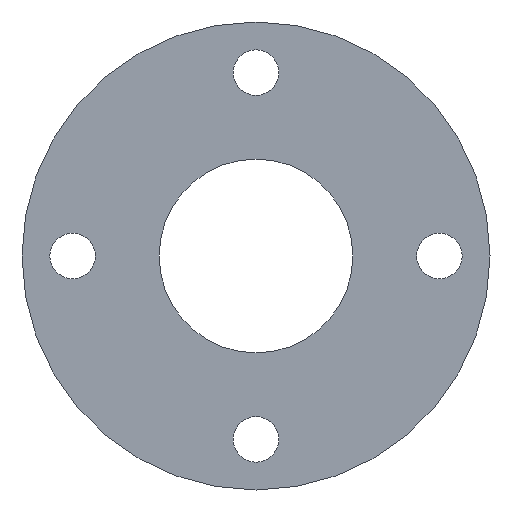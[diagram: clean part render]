
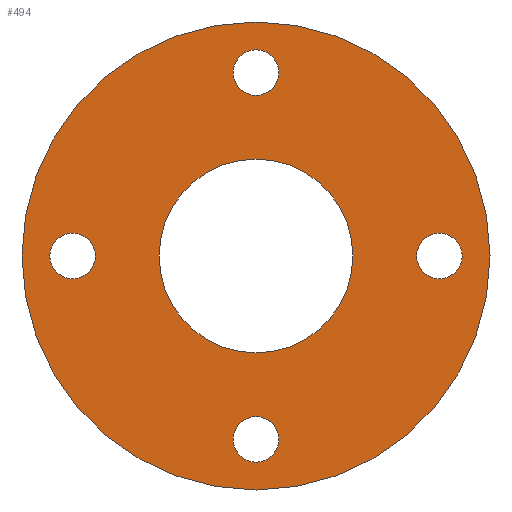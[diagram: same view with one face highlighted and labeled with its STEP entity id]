
A CAD part, front view. The second image highlights one B-rep face of the part: STEP entity #494.
In plain terms, the highlighted planar face has unit normal (0, -1, 0).
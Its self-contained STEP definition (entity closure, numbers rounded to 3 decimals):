
#7 = EDGE_CURVE ( 'NONE', #105, #333, #256, .T. ) ;
#11 = DIRECTION ( 'NONE',  ( 0., 0., 1. ) ) ;
#13 = ORIENTED_EDGE ( 'NONE', *, *, #546, .F. ) ;
#14 = CIRCLE ( 'NONE', #543, 9. ) ;
#24 = EDGE_CURVE ( 'NONE', #425, #493, #227, .T. ) ;
#29 = ORIENTED_EDGE ( 'NONE', *, *, #264, .T. ) ;
#34 = FACE_BOUND ( 'NONE', #431, .T. ) ;
#36 = AXIS2_PLACEMENT_3D ( 'NONE', #42, #328, #372 ) ;
#38 = CARTESIAN_POINT ( 'NONE',  ( 0., 0., 72.5 ) ) ;
#39 = CARTESIAN_POINT ( 'NONE',  ( 0., 0., 0. ) ) ;
#41 = CARTESIAN_POINT ( 'NONE',  ( 63.5, 0., 0. ) ) ;
#42 = CARTESIAN_POINT ( 'NONE',  ( 0., 0., -72.5 ) ) ;
#54 = AXIS2_PLACEMENT_3D ( 'NONE', #471, #565, #430 ) ;
#59 = DIRECTION ( 'NONE',  ( 0., 1., 0. ) ) ;
#63 = AXIS2_PLACEMENT_3D ( 'NONE', #39, #73, #164 ) ;
#67 = CARTESIAN_POINT ( 'NONE',  ( 0., 0., 38.3 ) ) ;
#73 = DIRECTION ( 'NONE',  ( 0., 1., 0. ) ) ;
#81 = CIRCLE ( 'NONE', #36, 9. ) ;
#87 = ORIENTED_EDGE ( 'NONE', *, *, #208, .F. ) ;
#95 = CARTESIAN_POINT ( 'NONE',  ( 72.5, 0., 0. ) ) ;
#105 = VERTEX_POINT ( 'NONE', #273 ) ;
#109 = ORIENTED_EDGE ( 'NONE', *, *, #24, .F. ) ;
#112 = CARTESIAN_POINT ( 'NONE',  ( 0., 0., -92.5 ) ) ;
#117 = EDGE_CURVE ( 'NONE', #151, #223, #81, .T. ) ;
#119 = AXIS2_PLACEMENT_3D ( 'NONE', #126, #438, #442 ) ;
#125 = DIRECTION ( 'NONE',  ( -1., 0., 0. ) ) ;
#126 = CARTESIAN_POINT ( 'NONE',  ( 0., 0., 0. ) ) ;
#131 = CARTESIAN_POINT ( 'NONE',  ( 0., 0., -72.5 ) ) ;
#132 = DIRECTION ( 'NONE',  ( 0., -1., 0. ) ) ;
#135 = AXIS2_PLACEMENT_3D ( 'NONE', #38, #538, #308 ) ;
#151 = VERTEX_POINT ( 'NONE', #415 ) ;
#158 = CARTESIAN_POINT ( 'NONE',  ( 0., 0., 0. ) ) ;
#159 = ORIENTED_EDGE ( 'NONE', *, *, #7, .F. ) ;
#164 = DIRECTION ( 'NONE',  ( 0., 0., 1. ) ) ;
#165 = VERTEX_POINT ( 'NONE', #451 ) ;
#169 = FACE_OUTER_BOUND ( 'NONE', #306, .T. ) ;
#175 = CARTESIAN_POINT ( 'NONE',  ( 0., 0., 63.5 ) ) ;
#176 = EDGE_LOOP ( 'NONE', ( #87, #485 ) ) ;
#188 = DIRECTION ( 'NONE',  ( 1., 0., 0. ) ) ;
#190 = EDGE_CURVE ( 'NONE', #223, #151, #14, .T. ) ;
#192 = CARTESIAN_POINT ( 'NONE',  ( -63.5, 0., 0. ) ) ;
#196 = AXIS2_PLACEMENT_3D ( 'NONE', #461, #229, #237 ) ;
#206 = EDGE_LOOP ( 'NONE', ( #381, #526 ) ) ;
#208 = EDGE_CURVE ( 'NONE', #390, #531, #267, .T. ) ;
#213 = ORIENTED_EDGE ( 'NONE', *, *, #331, .F. ) ;
#215 = FACE_BOUND ( 'NONE', #176, .T. ) ;
#216 = EDGE_LOOP ( 'NONE', ( #29, #387 ) ) ;
#219 = FACE_BOUND ( 'NONE', #206, .T. ) ;
#223 = VERTEX_POINT ( 'NONE', #243 ) ;
#227 = CIRCLE ( 'NONE', #135, 9. ) ;
#229 = DIRECTION ( 'NONE',  ( 0., -1., 0. ) ) ;
#237 = DIRECTION ( 'NONE',  ( -1., 0., 0. ) ) ;
#238 = CIRCLE ( 'NONE', #475, 9. ) ;
#240 = EDGE_CURVE ( 'NONE', #333, #105, #593, .T. ) ;
#241 = DIRECTION ( 'NONE',  ( 0., 0., 1. ) ) ;
#243 = CARTESIAN_POINT ( 'NONE',  ( 0., 0., -63.5 ) ) ;
#249 = AXIS2_PLACEMENT_3D ( 'NONE', #356, #537, #540 ) ;
#256 = CIRCLE ( 'NONE', #119, 92.5 ) ;
#264 = EDGE_CURVE ( 'NONE', #336, #165, #367, .T. ) ;
#267 = CIRCLE ( 'NONE', #573, 9. ) ;
#273 = CARTESIAN_POINT ( 'NONE',  ( 0., 0., 92.5 ) ) ;
#278 = DIRECTION ( 'NONE',  ( 0., -1., 0. ) ) ;
#281 = CIRCLE ( 'NONE', #54, 9. ) ;
#306 = EDGE_LOOP ( 'NONE', ( #159, #519 ) ) ;
#308 = DIRECTION ( 'NONE',  ( 0., 0., 1. ) ) ;
#309 = DIRECTION ( 'NONE',  ( 0., -1., 0. ) ) ;
#321 = CIRCLE ( 'NONE', #563, 9. ) ;
#328 = DIRECTION ( 'NONE',  ( 0., -1., 0. ) ) ;
#331 = EDGE_CURVE ( 'NONE', #493, #425, #281, .T. ) ;
#333 = VERTEX_POINT ( 'NONE', #112 ) ;
#336 = VERTEX_POINT ( 'NONE', #67 ) ;
#341 = VERTEX_POINT ( 'NONE', #192 ) ;
#353 = PLANE ( 'NONE',  #249 ) ;
#356 = CARTESIAN_POINT ( 'NONE',  ( -92.5, 0., 0. ) ) ;
#357 = ORIENTED_EDGE ( 'NONE', *, *, #408, .F. ) ;
#365 = CARTESIAN_POINT ( 'NONE',  ( 72.5, 0., 0. ) ) ;
#366 = DIRECTION ( 'NONE',  ( 0., 0., -1. ) ) ;
#367 = CIRCLE ( 'NONE', #397, 38.3 ) ;
#372 = DIRECTION ( 'NONE',  ( 0., 0., -1. ) ) ;
#377 = CIRCLE ( 'NONE', #196, 9. ) ;
#381 = ORIENTED_EDGE ( 'NONE', *, *, #117, .F. ) ;
#387 = ORIENTED_EDGE ( 'NONE', *, *, #392, .T. ) ;
#390 = VERTEX_POINT ( 'NONE', #581 ) ;
#392 = EDGE_CURVE ( 'NONE', #165, #336, #445, .T. ) ;
#396 = CARTESIAN_POINT ( 'NONE',  ( -81.5, 0., 0. ) ) ;
#397 = AXIS2_PLACEMENT_3D ( 'NONE', #158, #59, #11 ) ;
#399 = FACE_BOUND ( 'NONE', #535, .T. ) ;
#408 = EDGE_CURVE ( 'NONE', #341, #491, #238, .T. ) ;
#415 = CARTESIAN_POINT ( 'NONE',  ( 0., 0., -81.5 ) ) ;
#418 = DIRECTION ( 'NONE',  ( 0., 1., 0. ) ) ;
#425 = VERTEX_POINT ( 'NONE', #175 ) ;
#430 = DIRECTION ( 'NONE',  ( 0., 0., 1. ) ) ;
#431 = EDGE_LOOP ( 'NONE', ( #213, #109 ) ) ;
#438 = DIRECTION ( 'NONE',  ( 0., 1., 0. ) ) ;
#442 = DIRECTION ( 'NONE',  ( 0., 0., 1. ) ) ;
#443 = FACE_BOUND ( 'NONE', #216, .T. ) ;
#445 = CIRCLE ( 'NONE', #63, 38.3 ) ;
#451 = CARTESIAN_POINT ( 'NONE',  ( 0., 0., -38.3 ) ) ;
#458 = DIRECTION ( 'NONE',  ( 0., -1., 0. ) ) ;
#460 = DIRECTION ( 'NONE',  ( 1., 0., 0. ) ) ;
#461 = CARTESIAN_POINT ( 'NONE',  ( -72.5, 0., 0. ) ) ;
#471 = CARTESIAN_POINT ( 'NONE',  ( 0., 0., 72.5 ) ) ;
#475 = AXIS2_PLACEMENT_3D ( 'NONE', #487, #309, #125 ) ;
#485 = ORIENTED_EDGE ( 'NONE', *, *, #577, .F. ) ;
#487 = CARTESIAN_POINT ( 'NONE',  ( -72.5, 0., 0. ) ) ;
#490 = CARTESIAN_POINT ( 'NONE',  ( 0., 0., 81.5 ) ) ;
#491 = VERTEX_POINT ( 'NONE', #396 ) ;
#493 = VERTEX_POINT ( 'NONE', #490 ) ;
#494 = ADVANCED_FACE ( 'NONE', ( #399, #34, #215, #219, #443, #169 ), #353, .T. ) ;
#504 = AXIS2_PLACEMENT_3D ( 'NONE', #518, #418, #241 ) ;
#518 = CARTESIAN_POINT ( 'NONE',  ( 0., 0., 0. ) ) ;
#519 = ORIENTED_EDGE ( 'NONE', *, *, #240, .F. ) ;
#526 = ORIENTED_EDGE ( 'NONE', *, *, #190, .F. ) ;
#531 = VERTEX_POINT ( 'NONE', #41 ) ;
#535 = EDGE_LOOP ( 'NONE', ( #13, #357 ) ) ;
#537 = DIRECTION ( 'NONE',  ( 0., -1., 0. ) ) ;
#538 = DIRECTION ( 'NONE',  ( 0., -1., 0. ) ) ;
#540 = DIRECTION ( 'NONE',  ( 0., 0., -1. ) ) ;
#543 = AXIS2_PLACEMENT_3D ( 'NONE', #131, #458, #366 ) ;
#546 = EDGE_CURVE ( 'NONE', #491, #341, #377, .T. ) ;
#563 = AXIS2_PLACEMENT_3D ( 'NONE', #365, #132, #188 ) ;
#565 = DIRECTION ( 'NONE',  ( 0., -1., 0. ) ) ;
#573 = AXIS2_PLACEMENT_3D ( 'NONE', #95, #278, #460 ) ;
#577 = EDGE_CURVE ( 'NONE', #531, #390, #321, .T. ) ;
#581 = CARTESIAN_POINT ( 'NONE',  ( 81.5, 0., 0. ) ) ;
#593 = CIRCLE ( 'NONE', #504, 92.5 ) ;
